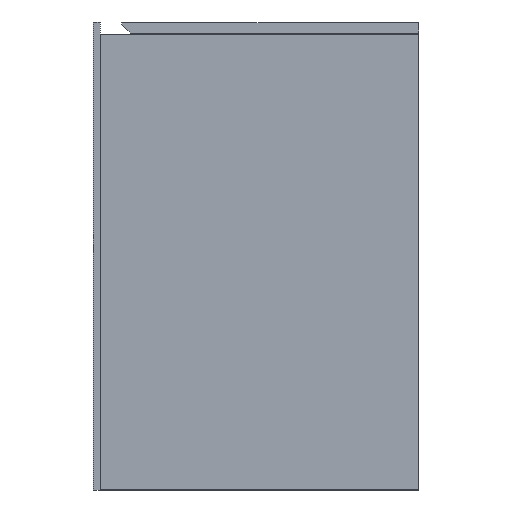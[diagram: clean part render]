
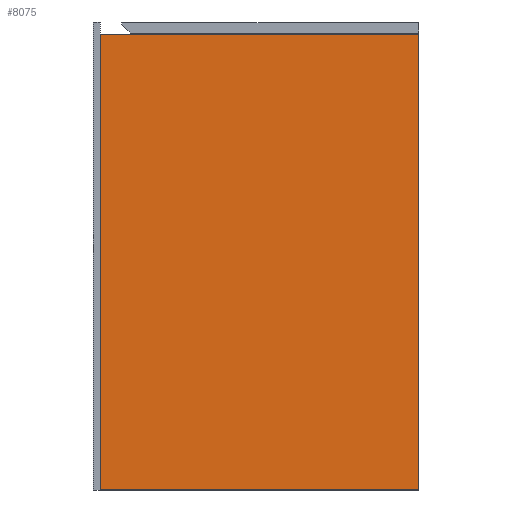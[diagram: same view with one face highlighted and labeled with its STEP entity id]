
A CAD part, left-side view. The second image highlights one B-rep face of the part: STEP entity #8075.
In plain terms, the highlighted planar face has unit normal (-1, 0, 0).
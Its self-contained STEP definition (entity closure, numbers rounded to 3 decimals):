
#1098 = CARTESIAN_POINT ( 'NONE',  ( 2., 0., -550. ) ) ;
#1860 = CARTESIAN_POINT ( 'NONE',  ( 2., 374., -550. ) ) ;
#2629 = PLANE ( 'NONE',  #32163 ) ;
#4357 = VECTOR ( 'NONE', #10673, 1000. ) ;
#5679 = VECTOR ( 'NONE', #11244, 1000. ) ;
#6332 = VECTOR ( 'NONE', #9375, 1000. ) ;
#7188 = VERTEX_POINT ( 'NONE', #40719 ) ;
#8075 = ADVANCED_FACE ( 'NONE', ( #43687 ), #2629, .F. ) ;
#9375 = DIRECTION ( 'NONE',  ( 0., 0., 1. ) ) ;
#9542 = ORIENTED_EDGE ( 'NONE', *, *, #18234, .T. ) ;
#9986 = ORIENTED_EDGE ( 'NONE', *, *, #58282, .F. ) ;
#10673 = DIRECTION ( 'NONE',  ( 0., 0., 1. ) ) ;
#10796 = ORIENTED_EDGE ( 'NONE', *, *, #34271, .T. ) ;
#11244 = DIRECTION ( 'NONE',  ( 0., -1., 0. ) ) ;
#13216 = VERTEX_POINT ( 'NONE', #1860 ) ;
#15342 = EDGE_LOOP ( 'NONE', ( #15354, #10796, #9542, #9986 ) ) ;
#15354 = ORIENTED_EDGE ( 'NONE', *, *, #22555, .F. ) ;
#18234 = EDGE_CURVE ( 'NONE', #57322, #7188, #32120, .T. ) ;
#20871 = CARTESIAN_POINT ( 'NONE',  ( 2., 909.337, -550. ) ) ;
#22376 = LINE ( 'NONE', #40683, #48661 ) ;
#22555 = EDGE_CURVE ( 'NONE', #13216, #31249, #33425, .T. ) ;
#31249 = VERTEX_POINT ( 'NONE', #42127 ) ;
#32120 = LINE ( 'NONE', #50482, #6332 ) ;
#32163 = AXIS2_PLACEMENT_3D ( 'NONE', #20871, #39161, #57474 ) ;
#33425 = LINE ( 'NONE', #51775, #4357 ) ;
#34000 = LINE ( 'NONE', #52344, #5679 ) ;
#34271 = EDGE_CURVE ( 'NONE', #13216, #57322, #22376, .T. ) ;
#39161 = DIRECTION ( 'NONE',  ( 1., 0., 0. ) ) ;
#40683 = CARTESIAN_POINT ( 'NONE',  ( 2., 909.337, -550. ) ) ;
#40719 = CARTESIAN_POINT ( 'NONE',  ( 2., 0., -15. ) ) ;
#42127 = CARTESIAN_POINT ( 'NONE',  ( 2., 374., -15. ) ) ;
#43687 = FACE_OUTER_BOUND ( 'NONE', #15342, .T. ) ;
#48661 = VECTOR ( 'NONE', #58958, 1000. ) ;
#50482 = CARTESIAN_POINT ( 'NONE',  ( 2., 0., -550. ) ) ;
#51775 = CARTESIAN_POINT ( 'NONE',  ( 2., 374., -550. ) ) ;
#52344 = CARTESIAN_POINT ( 'NONE',  ( 2., 909.337, -15. ) ) ;
#57322 = VERTEX_POINT ( 'NONE', #1098 ) ;
#57474 = DIRECTION ( 'NONE',  ( 0., 0., -1. ) ) ;
#58282 = EDGE_CURVE ( 'NONE', #31249, #7188, #34000, .T. ) ;
#58958 = DIRECTION ( 'NONE',  ( 0., -1., 0. ) ) ;
